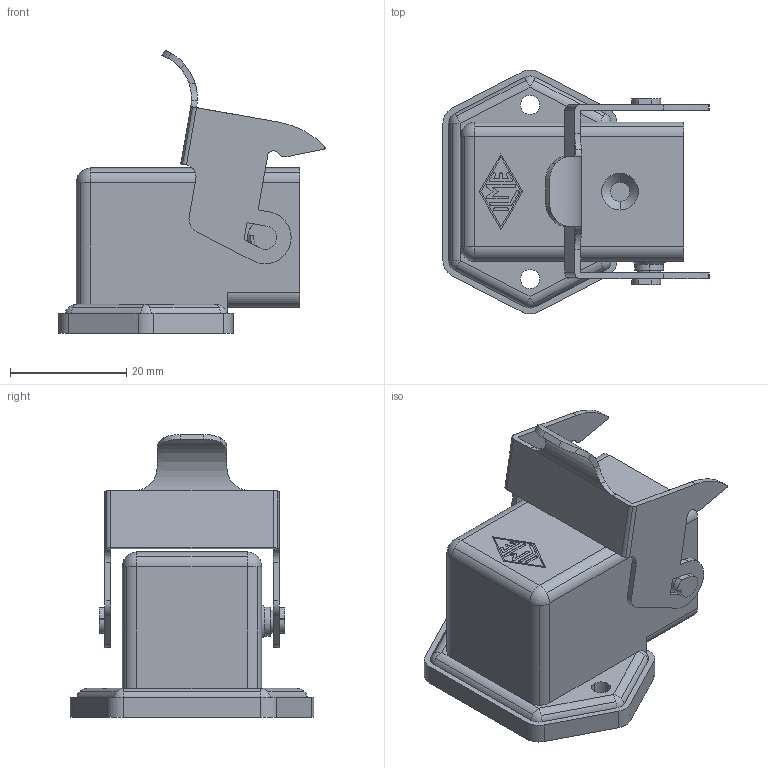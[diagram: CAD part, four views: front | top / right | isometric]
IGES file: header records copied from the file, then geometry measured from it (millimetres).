
Global section: file name: No Iges File Name specified; native system: AutoDesk Inventor R6.1; preprocessor: AutoDesk Inventor Iges Exporter R6.1; author: No Author specified; organization: No Organization specified; date: 20061207.102813; units: millimetre
Bounding box: 45.84 x 42 x 48.73 mm (x, y, z)
Volume: 8157.8 mm3; surface area: 11561.4 mm2
Topology: 1 solids, 1 shells, 251 faces, 670 edges, 424 vertices
Faces by surface type: plane 100, revolution 59, cylinder 52, bspline 29, sphere 8, cone 3
